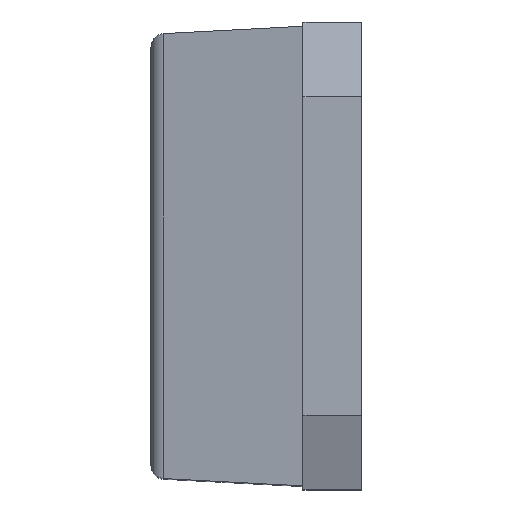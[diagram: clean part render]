
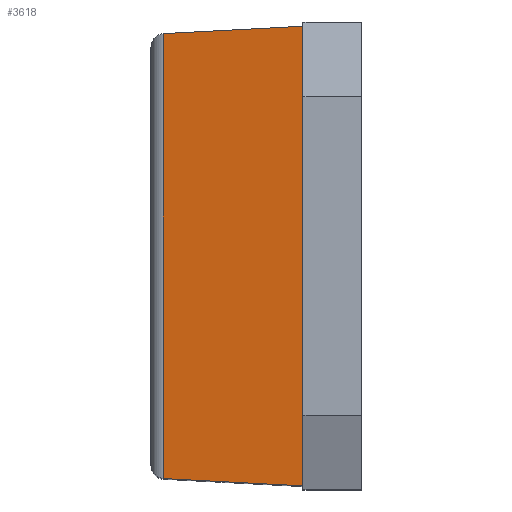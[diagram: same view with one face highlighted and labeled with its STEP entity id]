
A CAD part, top view. The second image highlights one B-rep face of the part: STEP entity #3618.
In plain terms, the highlighted planar face has unit normal (-0.122, 0, 0.993).
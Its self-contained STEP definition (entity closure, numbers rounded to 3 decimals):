
#153=PLANE('',#3856);
#320=FACE_OUTER_BOUND('',#526,.T.);
#526=EDGE_LOOP('',(#2625,#2626,#2627,#2628,#2629,#2630,#2631,#2632,#2633,
#2634));
#705=ELLIPSE('',#3807,0.302,0.3);
#708=ELLIPSE('',#3812,0.302,0.3);
#715=LINE('',#5161,#1153);
#721=LINE('',#5177,#1159);
#758=LINE('',#5279,#1196);
#759=LINE('',#5280,#1197);
#765=LINE('',#5292,#1203);
#767=LINE('',#5295,#1205);
#768=LINE('',#5297,#1206);
#771=LINE('',#5310,#1209);
#1153=VECTOR('',#4125,1.);
#1159=VECTOR('',#4141,1.);
#1196=VECTOR('',#4236,1.);
#1197=VECTOR('',#4237,1.);
#1203=VECTOR('',#4249,1.);
#1205=VECTOR('',#4253,1.);
#1206=VECTOR('',#4256,1.);
#1209=VECTOR('',#4273,1.);
#1591=VERTEX_POINT('',#5149);
#1592=VERTEX_POINT('',#5151);
#1595=VERTEX_POINT('',#5159);
#1597=VERTEX_POINT('',#5164);
#1600=VERTEX_POINT('',#5176);
#1626=VERTEX_POINT('',#5248);
#1629=VERTEX_POINT('',#5255);
#1634=VERTEX_POINT('',#5268);
#1636=VERTEX_POINT('',#5275);
#1639=VERTEX_POINT('',#5291);
#1947=EDGE_CURVE('',#1591,#1592,#705,.T.);
#1952=EDGE_CURVE('',#1595,#1591,#715,.T.);
#1954=EDGE_CURVE('',#1597,#1595,#708,.T.);
#1960=EDGE_CURVE('',#1592,#1600,#721,.T.);
#2010=EDGE_CURVE('',#1636,#1634,#758,.T.);
#2011=EDGE_CURVE('',#1629,#1626,#759,.T.);
#2017=EDGE_CURVE('',#1626,#1639,#765,.T.);
#2019=EDGE_CURVE('',#1634,#1629,#767,.T.);
#2020=EDGE_CURVE('',#1600,#1636,#768,.T.);
#2025=EDGE_CURVE('',#1639,#1597,#771,.T.);
#2625=ORIENTED_EDGE('',*,*,#1954,.F.);
#2626=ORIENTED_EDGE('',*,*,#2025,.F.);
#2627=ORIENTED_EDGE('',*,*,#2017,.F.);
#2628=ORIENTED_EDGE('',*,*,#2011,.F.);
#2629=ORIENTED_EDGE('',*,*,#2019,.F.);
#2630=ORIENTED_EDGE('',*,*,#2010,.F.);
#2631=ORIENTED_EDGE('',*,*,#2020,.F.);
#2632=ORIENTED_EDGE('',*,*,#1960,.F.);
#2633=ORIENTED_EDGE('',*,*,#1947,.F.);
#2634=ORIENTED_EDGE('',*,*,#1952,.F.);
#3618=ADVANCED_FACE('',(#320),#153,.F.);
#3807=AXIS2_PLACEMENT_3D('',#5152,#4115,#4116);
#3812=AXIS2_PLACEMENT_3D('',#5166,#4129,#4130);
#3856=AXIS2_PLACEMENT_3D('',#5309,#4271,#4272);
#4115=DIRECTION('center_axis',(0.122,0.,-0.993));
#4116=DIRECTION('ref_axis',(-0.993,0.,-0.122));
#4125=DIRECTION('',(0.,1.,0.));
#4129=DIRECTION('center_axis',(0.122,0.,-0.993));
#4130=DIRECTION('ref_axis',(-0.993,0.,-0.122));
#4141=DIRECTION('',(0.991,0.052,0.122));
#4236=DIRECTION('',(0.,-1.,0.));
#4237=DIRECTION('',(0.,-1.,0.));
#4249=DIRECTION('',(0.,-1.,0.));
#4253=DIRECTION('',(0.,-1.,0.));
#4256=DIRECTION('',(0.,-1.,0.));
#4271=DIRECTION('center_axis',(0.122,0.,-0.993));
#4272=DIRECTION('ref_axis',(-0.993,0.,-0.122));
#4273=DIRECTION('',(-0.991,0.052,-0.122));
#5149=CARTESIAN_POINT('',(-1.447,4.83,13.077));
#5151=CARTESIAN_POINT('',(-1.426,4.831,13.08));
#5152=CARTESIAN_POINT('Origin',(-1.41,4.532,13.082));
#5159=CARTESIAN_POINT('',(-1.447,-4.83,13.077));
#5161=CARTESIAN_POINT('',(-1.447,-2.528,13.077));
#5164=CARTESIAN_POINT('',(-1.426,-4.831,13.08));
#5166=CARTESIAN_POINT('Origin',(-1.41,-4.532,13.082));
#5176=CARTESIAN_POINT('',(1.59,4.989,13.45));
#5177=CARTESIAN_POINT('',(-0.876,4.86,13.147));
#5248=CARTESIAN_POINT('',(1.59,-4.826,13.45));
#5255=CARTESIAN_POINT('',(1.59,-1.73,13.45));
#5268=CARTESIAN_POINT('',(1.59,1.73,13.45));
#5275=CARTESIAN_POINT('',(1.59,4.826,13.45));
#5279=CARTESIAN_POINT('',(1.59,0.,13.45));
#5280=CARTESIAN_POINT('',(1.59,0.,13.45));
#5291=CARTESIAN_POINT('',(1.59,-4.989,13.45));
#5292=CARTESIAN_POINT('',(1.59,0.,13.45));
#5295=CARTESIAN_POINT('',(1.59,0.,13.45));
#5297=CARTESIAN_POINT('',(1.59,0.,13.45));
#5309=CARTESIAN_POINT('Origin',(1.59,-5.055,13.45));
#5310=CARTESIAN_POINT('',(1.625,-4.991,13.454));
